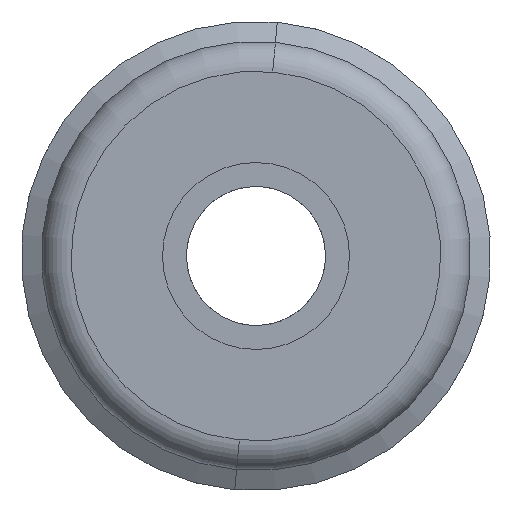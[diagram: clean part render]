
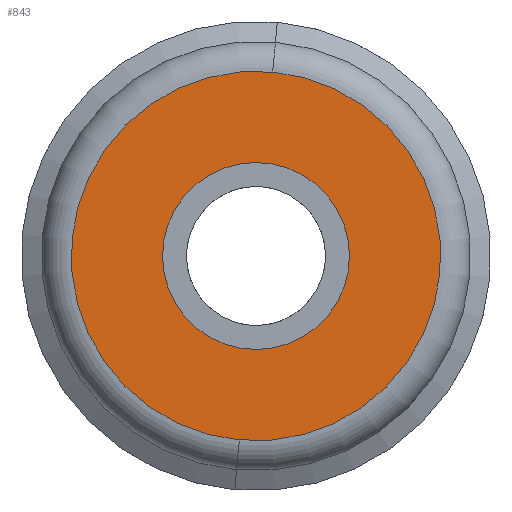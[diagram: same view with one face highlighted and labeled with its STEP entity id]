
A CAD part, front view. The second image highlights one B-rep face of the part: STEP entity #843.
In plain terms, the highlighted planar face has unit normal (0, -1, 0).
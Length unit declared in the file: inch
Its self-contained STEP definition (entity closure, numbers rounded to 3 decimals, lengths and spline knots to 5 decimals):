
#19 = CARTESIAN_POINT ( 'NONE',  ( 0.05776, -0.14298, -0.00524 ) ) ;
#20 = DIRECTION ( 'NONE',  ( 0., -1., 0. ) ) ;
#27 = AXIS2_PLACEMENT_3D ( 'NONE', #482, #460, #281 ) ;
#117 = DIRECTION ( 'NONE',  ( 0., -1., 0. ) ) ;
#140 = DIRECTION ( 'NONE',  ( 0.09, 0., 0.996 ) ) ;
#195 = PLANE ( 'NONE',  #700 ) ;
#209 = EDGE_CURVE ( 'NONE', #1257, #862, #988, .T. ) ;
#218 = CARTESIAN_POINT ( 'NONE',  ( 0., -0.14298, 0. ) ) ;
#237 = AXIS2_PLACEMENT_3D ( 'NONE', #1189, #369, #1004 ) ;
#240 = VERTEX_POINT ( 'NONE', #875 ) ;
#281 = DIRECTION ( 'NONE',  ( 0., 0., -1. ) ) ;
#318 = CARTESIAN_POINT ( 'NONE',  ( -0.04734, -0.14298, -0.04081 ) ) ;
#334 = EDGE_CURVE ( 'NONE', #537, #240, #525, .T. ) ;
#369 = DIRECTION ( 'NONE',  ( 0., -1., 0. ) ) ;
#396 = AXIS2_PLACEMENT_3D ( 'NONE', #218, #755, #140 ) ;
#439 = DIRECTION ( 'NONE',  ( 0.09, 0., 0.996 ) ) ;
#460 = DIRECTION ( 'NONE',  ( 0., -1., 0. ) ) ;
#482 = CARTESIAN_POINT ( 'NONE',  ( 0., -0.14298, 0. ) ) ;
#525 = CIRCLE ( 'NONE', #27, 0.0625 ) ;
#537 = VERTEX_POINT ( 'NONE', #318 ) ;
#578 = AXIS2_PLACEMENT_3D ( 'NONE', #958, #20, #439 ) ;
#613 = ORIENTED_EDGE ( 'NONE', *, *, #334, .F. ) ;
#700 = AXIS2_PLACEMENT_3D ( 'NONE', #19, #117, #749 ) ;
#714 = CARTESIAN_POINT ( 'NONE',  ( 0.01115, -0.14298, 0.123 ) ) ;
#749 = DIRECTION ( 'NONE',  ( 0.09, 0., 0.996 ) ) ;
#755 = DIRECTION ( 'NONE',  ( 0., -1., 0. ) ) ;
#756 = ORIENTED_EDGE ( 'NONE', *, *, #923, .T. ) ;
#793 = ORIENTED_EDGE ( 'NONE', *, *, #209, .T. ) ;
#810 = FACE_BOUND ( 'NONE', #1076, .T. ) ;
#843 = ADVANCED_FACE ( 'NONE', ( #810, #1232 ), #195, .T. ) ;
#862 = VERTEX_POINT ( 'NONE', #1281 ) ;
#875 = CARTESIAN_POINT ( 'NONE',  ( 0.04734, -0.14298, 0.04081 ) ) ;
#923 = EDGE_CURVE ( 'NONE', #862, #1257, #1063, .T. ) ;
#958 = CARTESIAN_POINT ( 'NONE',  ( 0., -0.14298, 0. ) ) ;
#988 = CIRCLE ( 'NONE', #578, 0.1235 ) ;
#1004 = DIRECTION ( 'NONE',  ( 0., 0., -1. ) ) ;
#1015 = EDGE_CURVE ( 'NONE', #240, #537, #1066, .T. ) ;
#1055 = ORIENTED_EDGE ( 'NONE', *, *, #1015, .F. ) ;
#1063 = CIRCLE ( 'NONE', #396, 0.1235 ) ;
#1066 = CIRCLE ( 'NONE', #237, 0.0625 ) ;
#1076 = EDGE_LOOP ( 'NONE', ( #613, #1055 ) ) ;
#1117 = EDGE_LOOP ( 'NONE', ( #793, #756 ) ) ;
#1189 = CARTESIAN_POINT ( 'NONE',  ( 0., -0.14298, 0. ) ) ;
#1232 = FACE_OUTER_BOUND ( 'NONE', #1117, .T. ) ;
#1257 = VERTEX_POINT ( 'NONE', #714 ) ;
#1281 = CARTESIAN_POINT ( 'NONE',  ( -0.01115, -0.14298, -0.123 ) ) ;
